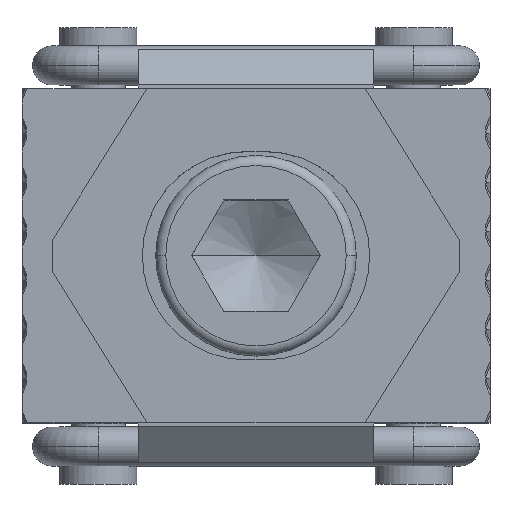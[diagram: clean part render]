
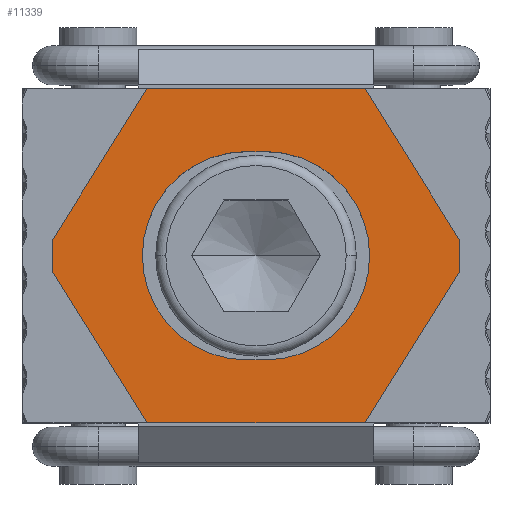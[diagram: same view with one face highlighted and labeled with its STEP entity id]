
A CAD part, top view. The second image highlights one B-rep face of the part: STEP entity #11339.
In plain terms, the highlighted planar face has unit normal (0, 0, 1).
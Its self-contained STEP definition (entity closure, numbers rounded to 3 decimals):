
#7633=EDGE_CURVE('',#13369,#14821,#20381,.T.);
#8075=VERTEX_POINT('',#20879);
#8249=EDGE_CURVE('',#10769,#11963,#21075,.T.);
#8445=EDGE_CURVE('',#14821,#8075,#21294,.T.);
#9011=EDGE_CURVE('',#17049,#13237,#21921,.T.);
#10137=VERTEX_POINT('',#23182);
#10627=EDGE_CURVE('',#10137,#18751,#23727,.T.);
#10769=VERTEX_POINT('',#23890);
#10857=VERTEX_POINT('',#23985);
#11339=ADVANCED_FACE('',(#24529,#24530),#24531,.T.);
#11425=EDGE_CURVE('',#8075,#16733,#24626,.T.);
#11963=VERTEX_POINT('',#25225);
#12405=EDGE_CURVE('',#11963,#10137,#25729,.T.);
#13237=VERTEX_POINT('',#26656);
#13369=VERTEX_POINT('',#26802);
#14037=EDGE_CURVE('',#18751,#17049,#27555,.T.);
#14821=VERTEX_POINT('',#28418);
#14827=EDGE_CURVE('',#16835,#10857,#28424,.T.);
#16733=VERTEX_POINT('',#30553);
#16835=VERTEX_POINT('',#30665);
#16943=EDGE_CURVE('',#13237,#16835,#30789,.T.);
#17049=VERTEX_POINT('',#30905);
#18447=EDGE_CURVE('',#16733,#13369,#32463,.T.);
#18751=VERTEX_POINT('',#32804);
#18793=EDGE_CURVE('',#10857,#10769,#32850,.T.);
#20381=LINE('',#35083,#35084);
#20879=CARTESIAN_POINT('',(-0.85,9.35,26.0));
#21075=LINE('',#36066,#36067);
#21294=CIRCLE('',#36369,9.35);
#21921=LINE('',#37280,#37281);
#23182=CARTESIAN_POINT('',(-18.285,1.395,26.0));
#23727=LINE('',#39907,#39908);
#23890=CARTESIAN_POINT('',(9.783,15.0,26.0));
#23985=CARTESIAN_POINT('',(18.285,1.395,26.0));
#24529=FACE_BOUND('',#41035,.T.);
#24530=FACE_OUTER_BOUND('',#41036,.T.);
#24531=PLANE('',#41037);
#24626=LINE('',#41171,#41172);
#25225=CARTESIAN_POINT('',(-9.783,15.0,26.0));
#25729=LINE('',#42780,#42781);
#26656=CARTESIAN_POINT('',(9.783,-15.0,26.0));
#26802=CARTESIAN_POINT('',(0.85,-9.35,26.0));
#27555=LINE('',#45395,#45396);
#28418=CARTESIAN_POINT('',(-0.85,-9.35,26.0));
#28424=LINE('',#46684,#46685);
#30553=CARTESIAN_POINT('',(0.85,9.35,26.0));
#30665=CARTESIAN_POINT('',(18.285,-1.395,26.0));
#30789=LINE('',#50092,#50093);
#30905=CARTESIAN_POINT('',(-9.783,-15.0,26.0));
#32463=CIRCLE('',#52522,9.35);
#32804=CARTESIAN_POINT('',(-18.285,-1.395,26.0));
#32850=LINE('',#53088,#53089);
#35083=CARTESIAN_POINT('',(-0.425,-9.35,26.0));
#35084=VECTOR('',#54824,1.0);
#36066=CARTESIAN_POINT('',(10.43,15.0,26.0));
#36067=VECTOR('',#55647,1.0);
#36369=AXIS2_PLACEMENT_3D('',#55884,#55885,#55886);
#37280=CARTESIAN_POINT('',(-10.43,-15.0,26.0));
#37281=VECTOR('',#56525,1.0);
#39907=CARTESIAN_POINT('',(-18.285,1.395,26.0));
#39908=VECTOR('',#58543,1.0);
#41035=EDGE_LOOP('',(#59472,#59473,#59474,#59475));
#41036=EDGE_LOOP('',(#59476,#59477,#59478,#59479,#59480,#59481,#59482,#59483));
#41037=AXIS2_PLACEMENT_3D('',#59484,#59485,#59486);
#41171=CARTESIAN_POINT('',(0.425,9.35,26.0));
#41172=VECTOR('',#59577,1.0);
#42780=CARTESIAN_POINT('',(-16.031,5.002,26.0));
#42781=VECTOR('',#60870,1.0);
#45395=CARTESIAN_POINT('',(3.614,-36.437,26.0));
#45396=VECTOR('',#62890,1.0);
#46684=CARTESIAN_POINT('',(18.285,-1.395,26.0));
#46685=VECTOR('',#63750,1.0);
#50092=CARTESIAN_POINT('',(16.031,-5.002,26.0));
#50093=VECTOR('',#66366,1.0);
#52522=AXIS2_PLACEMENT_3D('',#68124,#68125,#68126);
#53088=CARTESIAN_POINT('',(-3.614,36.437,26.0));
#53089=VECTOR('',#68555,1.0);
#54824=DIRECTION('',(-1.0,0.0,0.0));
#55647=DIRECTION('',(-1.0,0.0,0.0));
#55884=CARTESIAN_POINT('',(-0.85,0.0,26.0));
#55885=DIRECTION('',(0.0,0.0,-1.0));
#55886=DIRECTION('',(0.0,1.0,0.0));
#56525=DIRECTION('',(1.0,0.0,0.0));
#58543=DIRECTION('',(0.0,-1.0,0.0));
#59472=ORIENTED_EDGE('',*,*,#11425,.T.);
#59473=ORIENTED_EDGE('',*,*,#18447,.T.);
#59474=ORIENTED_EDGE('',*,*,#7633,.T.);
#59475=ORIENTED_EDGE('',*,*,#8445,.T.);
#59476=ORIENTED_EDGE('',*,*,#16943,.T.);
#59477=ORIENTED_EDGE('',*,*,#14827,.T.);
#59478=ORIENTED_EDGE('',*,*,#18793,.T.);
#59479=ORIENTED_EDGE('',*,*,#8249,.T.);
#59480=ORIENTED_EDGE('',*,*,#12405,.T.);
#59481=ORIENTED_EDGE('',*,*,#10627,.T.);
#59482=ORIENTED_EDGE('',*,*,#14037,.T.);
#59483=ORIENTED_EDGE('',*,*,#9011,.T.);
#59484=CARTESIAN_POINT('',(0.0,0.,26.0));
#59485=DIRECTION('',(0.0,0.0,1.0));
#59486=DIRECTION('',(1.0,0.0,0.0));
#59577=DIRECTION('',(1.0,0.0,0.0));
#60870=DIRECTION('',(-0.53,-0.848,0.0));
#62890=DIRECTION('',(0.53,-0.848,0.0));
#63750=DIRECTION('',(0.0,1.0,0.0));
#66366=DIRECTION('',(0.53,0.848,0.0));
#68124=CARTESIAN_POINT('',(0.85,0.0,26.0));
#68125=DIRECTION('',(0.0,0.0,-1.0));
#68126=DIRECTION('',(0.0,-1.0,0.0));
#68555=DIRECTION('',(-0.53,0.848,0.0));
